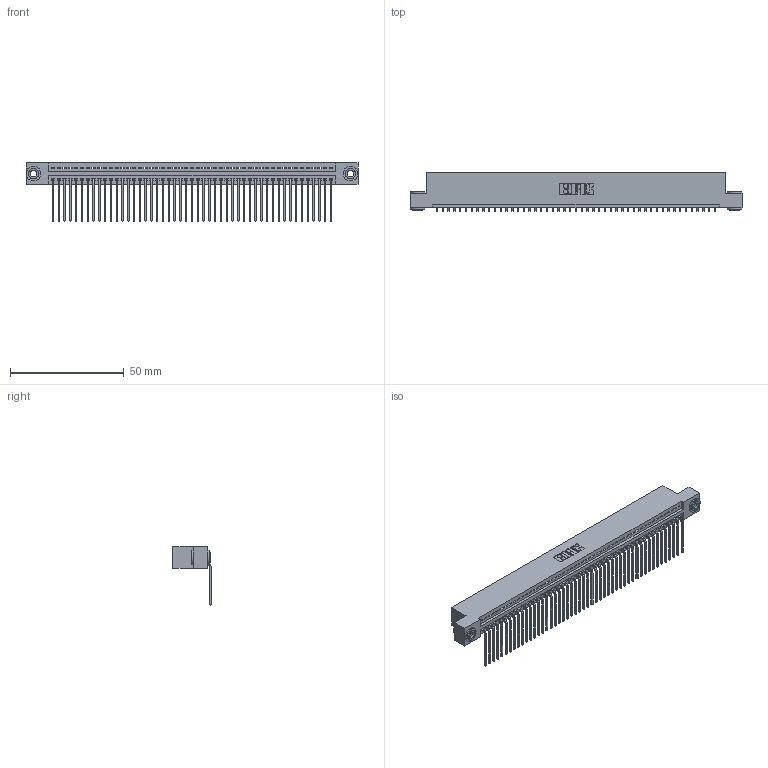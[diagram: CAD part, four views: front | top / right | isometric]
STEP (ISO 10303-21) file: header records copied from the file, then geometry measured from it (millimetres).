
FILE_DESCRIPTION (( 'STEP AP203' ), '1' );
FILE_NAME ('345-049-559-103.STEP', '2018-09-14T01:21:12', ( '' ), ( '' ), 'SwSTEP 2.0', 'SolidWorks 2016', '' );
FILE_SCHEMA (( 'CONFIG_CONTROL_DESIGN' ));
Length unit declared in the file: inch
Products named in the file (4): 345 Part_Flush Mounting Lugs - 0.156 Dia-TH; 345-292-001_558 559 Tail - 1; 345-250-002_345-250-002-102; 345-049-559-103
Assembly tree (52 placements, depth 2):
  345-049-559-103
    345 Part_Flush Mounting Lugs - 0.156 Dia-TH
    345-292-001_558 559 Tail - 1  x49
    345-250-002_345-250-002-102  x2
Bounding box: 145.67 x 16.75 x 25.53 mm (x, y, z)
Volume: 14075.8 mm3; surface area: 19974.4 mm2
Topology: 52 solids, 52 shells, 3104 faces, 9335 edges, 6154 vertices
Faces by surface type: plane 2148, cylinder 948, cone 8
Entity records: 36670 total; most frequent: CARTESIAN_POINT 6330, ORIENTED_EDGE 6306, DIRECTION 5549, EDGE_CURVE 3153, LINE 2801, VECTOR 2801, VERTEX_POINT 2098, AXIS2_PLACEMENT_3D 1374
